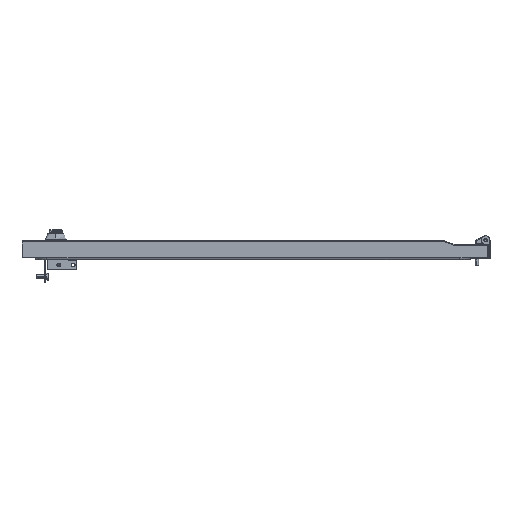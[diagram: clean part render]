
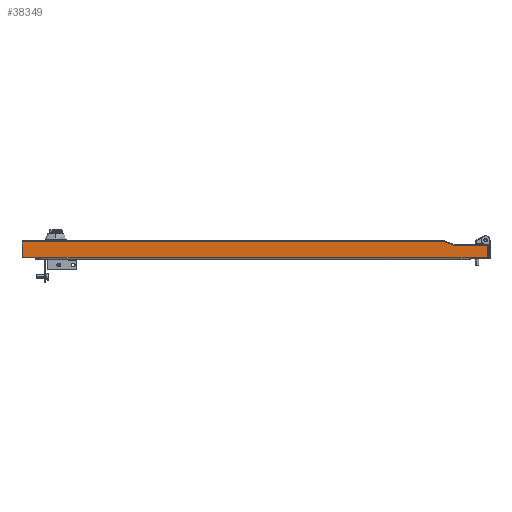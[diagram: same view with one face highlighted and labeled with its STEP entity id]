
A CAD part, front view. The second image highlights one B-rep face of the part: STEP entity #38349.
In plain terms, the highlighted planar face has unit normal (0, -1, 0).
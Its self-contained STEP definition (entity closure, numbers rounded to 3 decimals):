
#257 = CARTESIAN_POINT ( 'NONE',  ( 361.935, -1006.5, -2.8 ) ) ;
#280 = DIRECTION ( 'NONE',  ( -1., 0., -0.001 ) ) ;
#442 = PLANE ( 'NONE',  #34481 ) ;
#588 = ORIENTED_EDGE ( 'NONE', *, *, #42799, .F. ) ;
#1292 = CARTESIAN_POINT ( 'NONE',  ( -358.135, -1006.5, -30. ) ) ;
#2496 = EDGE_CURVE ( 'NONE', #33782, #10238, #40122, .T. ) ;
#2737 = DIRECTION ( 'NONE',  ( 0., 0., -1. ) ) ;
#3298 = CARTESIAN_POINT ( 'NONE',  ( 360.935, -1006.5, -2.8 ) ) ;
#3439 = CARTESIAN_POINT ( 'NONE',  ( -359.364, -1006.5, -2.8 ) ) ;
#4331 = CARTESIAN_POINT ( 'NONE',  ( 435.567, -1006.5, -8.453 ) ) ;
#4425 = DIRECTION ( 'NONE',  ( 0.342, 0., 0.94 ) ) ;
#5126 = CARTESIAN_POINT ( 'NONE',  ( 362.263, -1006.5, -1.9 ) ) ;
#6989 = VERTEX_POINT ( 'NONE', #63394 ) ;
#7341 = ORIENTED_EDGE ( 'NONE', *, *, #20751, .F. ) ;
#8060 = DIRECTION ( 'NONE',  ( 0., 0., -1. ) ) ;
#8828 = VERTEX_POINT ( 'NONE', #20913 ) ;
#8893 = CARTESIAN_POINT ( 'NONE',  ( 362.263, -1006.5, -1.9 ) ) ;
#9209 = DIRECTION ( 'NONE',  ( 0., 1., 0. ) ) ;
#9923 = ORIENTED_EDGE ( 'NONE', *, *, #56953, .F. ) ;
#10238 = VERTEX_POINT ( 'NONE', #10746 ) ;
#10746 = CARTESIAN_POINT ( 'NONE',  ( -359.364, -1006.5, -30. ) ) ;
#12911 = ORIENTED_EDGE ( 'NONE', *, *, #65669, .F. ) ;
#13180 = LINE ( 'NONE', #3298, #25468 ) ;
#13388 = CARTESIAN_POINT ( 'NONE',  ( 435.567, -1006.5, -8.453 ) ) ;
#15912 = VECTOR ( 'NONE', #55409, 1000. ) ;
#18326 = LINE ( 'NONE', #39836, #15912 ) ;
#19136 = VECTOR ( 'NONE', #280, 1000. ) ;
#19603 = VERTEX_POINT ( 'NONE', #69036 ) ;
#19744 = CARTESIAN_POINT ( 'NONE',  ( 437.567, -1006.5, -10.453 ) ) ;
#20751 = EDGE_CURVE ( 'NONE', #33782, #19603, #29047, .T. ) ;
#20913 = CARTESIAN_POINT ( 'NONE',  ( 379.605, -1006.5, -8.212 ) ) ;
#20920 = DIRECTION ( 'NONE',  ( 1., 0., 0. ) ) ;
#20927 = FACE_OUTER_BOUND ( 'NONE', #36164, .T. ) ;
#22166 = LINE ( 'NONE', #65952, #19136 ) ;
#23624 = CARTESIAN_POINT ( 'NONE',  ( 437.567, -1006.5, -29.953 ) ) ;
#25468 = VECTOR ( 'NONE', #50957, 1000. ) ;
#26060 = ORIENTED_EDGE ( 'NONE', *, *, #62060, .F. ) ;
#26925 = CARTESIAN_POINT ( 'NONE',  ( 0., -1006.5, 0. ) ) ;
#27192 = DIRECTION ( 'NONE',  ( 0., -1., 0. ) ) ;
#28705 = CARTESIAN_POINT ( 'NONE',  ( 360.935, -1006.5, -2.8 ) ) ;
#29047 = LINE ( 'NONE', #28705, #50967 ) ;
#29549 = EDGE_CURVE ( 'NONE', #61261, #33742, #31946, .T. ) ;
#31175 = LINE ( 'NONE', #4331, #47294 ) ;
#31912 = ORIENTED_EDGE ( 'NONE', *, *, #63585, .F. ) ;
#31946 = LINE ( 'NONE', #5126, #61793 ) ;
#32217 = VECTOR ( 'NONE', #39394, 1000. ) ;
#32477 = CARTESIAN_POINT ( 'NONE',  ( 380.973, -1006.5, -4.453 ) ) ;
#33742 = VERTEX_POINT ( 'NONE', #8893 ) ;
#33782 = VERTEX_POINT ( 'NONE', #68964 ) ;
#34481 = AXIS2_PLACEMENT_3D ( 'NONE', #26925, #47729, #53047 ) ;
#35335 = EDGE_CURVE ( 'NONE', #49401, #68950, #35550, .T. ) ;
#35550 = CIRCLE ( 'NONE', #44534, 2. ) ;
#36164 = EDGE_LOOP ( 'NONE', ( #7341, #67792, #9923, #59730, #588, #40648, #26060, #12911, #31912, #52085, #65702 ) ) ;
#38299 = EDGE_CURVE ( 'NONE', #19603, #61261, #13180, .T. ) ;
#38349 = ADVANCED_FACE ( 'NONE', ( #20927 ), #442, .F. ) ;
#38372 = LINE ( 'NONE', #1292, #32217 ) ;
#39394 = DIRECTION ( 'NONE',  ( -1., 0., 0. ) ) ;
#39691 = AXIS2_PLACEMENT_3D ( 'NONE', #32477, #27192, #42349 ) ;
#39836 = CARTESIAN_POINT ( 'NONE',  ( 379.605, -1006.5, -8.212 ) ) ;
#40122 = LINE ( 'NONE', #3439, #53215 ) ;
#40648 = ORIENTED_EDGE ( 'NONE', *, *, #35335, .F. ) ;
#42349 = DIRECTION ( 'NONE',  ( -1., 0., 0. ) ) ;
#42799 = EDGE_CURVE ( 'NONE', #68950, #57366, #46157, .T. ) ;
#43129 = EDGE_CURVE ( 'NONE', #57366, #61455, #22166, .T. ) ;
#44534 = AXIS2_PLACEMENT_3D ( 'NONE', #57602, #9209, #68932 ) ;
#45227 = DIRECTION ( 'NONE',  ( 1., 0., 0. ) ) ;
#46157 = LINE ( 'NONE', #23624, #51844 ) ;
#47294 = VECTOR ( 'NONE', #20920, 1000. ) ;
#47729 = DIRECTION ( 'NONE',  ( 0., 1., 0. ) ) ;
#49401 = VERTEX_POINT ( 'NONE', #13388 ) ;
#50957 = DIRECTION ( 'NONE',  ( 1., 0., 0. ) ) ;
#50967 = VECTOR ( 'NONE', #45227, 1000. ) ;
#51844 = VECTOR ( 'NONE', #8060, 1000. ) ;
#52085 = ORIENTED_EDGE ( 'NONE', *, *, #29549, .F. ) ;
#53047 = DIRECTION ( 'NONE',  ( 0., 0., -1. ) ) ;
#53215 = VECTOR ( 'NONE', #2737, 1000. ) ;
#55409 = DIRECTION ( 'NONE',  ( 0.94, 0., -0.342 ) ) ;
#55680 = CARTESIAN_POINT ( 'NONE',  ( 360.935, -1006.5, -30. ) ) ;
#56953 = EDGE_CURVE ( 'NONE', #61455, #10238, #38372, .T. ) ;
#57366 = VERTEX_POINT ( 'NONE', #62904 ) ;
#57602 = CARTESIAN_POINT ( 'NONE',  ( 435.567, -1006.5, -10.453 ) ) ;
#59730 = ORIENTED_EDGE ( 'NONE', *, *, #43129, .F. ) ;
#61129 = CIRCLE ( 'NONE', #39691, 4. ) ;
#61261 = VERTEX_POINT ( 'NONE', #257 ) ;
#61455 = VERTEX_POINT ( 'NONE', #55680 ) ;
#61793 = VECTOR ( 'NONE', #4425, 1000. ) ;
#62060 = EDGE_CURVE ( 'NONE', #6989, #49401, #31175, .T. ) ;
#62904 = CARTESIAN_POINT ( 'NONE',  ( 437.567, -1006.5, -29.953 ) ) ;
#63394 = CARTESIAN_POINT ( 'NONE',  ( 380.973, -1006.5, -8.453 ) ) ;
#63585 = EDGE_CURVE ( 'NONE', #33742, #8828, #18326, .T. ) ;
#65669 = EDGE_CURVE ( 'NONE', #8828, #6989, #61129, .T. ) ;
#65702 = ORIENTED_EDGE ( 'NONE', *, *, #38299, .F. ) ;
#65952 = CARTESIAN_POINT ( 'NONE',  ( 360.935, -1006.5, -30. ) ) ;
#67792 = ORIENTED_EDGE ( 'NONE', *, *, #2496, .T. ) ;
#68932 = DIRECTION ( 'NONE',  ( 1., 0., 0. ) ) ;
#68950 = VERTEX_POINT ( 'NONE', #19744 ) ;
#68964 = CARTESIAN_POINT ( 'NONE',  ( -359.364, -1006.5, -2.8 ) ) ;
#69036 = CARTESIAN_POINT ( 'NONE',  ( 360.935, -1006.5, -2.8 ) ) ;
